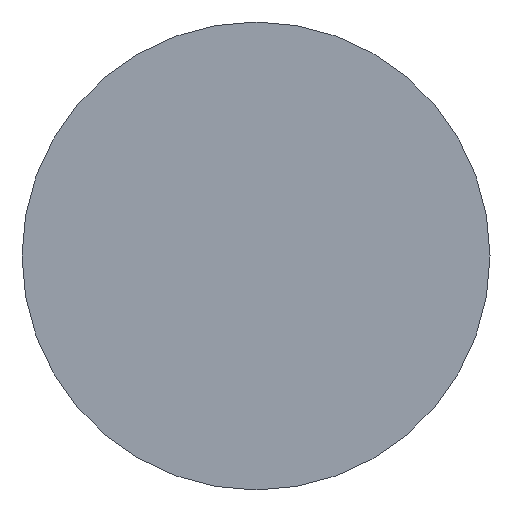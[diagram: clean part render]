
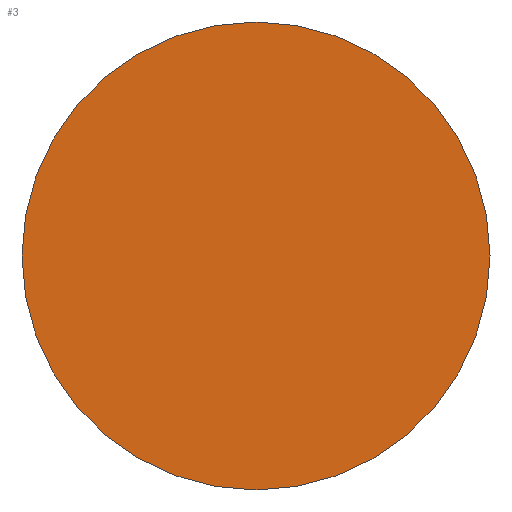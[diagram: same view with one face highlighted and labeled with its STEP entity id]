
A CAD part, left-side view. The second image highlights one B-rep face of the part: STEP entity #3.
In plain terms, the highlighted planar face has unit normal (-1, 0, 0).
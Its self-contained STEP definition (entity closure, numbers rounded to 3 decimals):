
#2 = EDGE_LOOP ( 'NONE', ( #104, #16 ) ) ;
#3 = ADVANCED_FACE ( 'NONE', ( #100 ), #88, .F. ) ;
#11 = AXIS2_PLACEMENT_3D ( 'NONE', #74, #75, #54 ) ;
#16 = ORIENTED_EDGE ( 'NONE', *, *, #125, .F. ) ;
#19 = EDGE_CURVE ( 'NONE', #38, #33, #120, .T. ) ;
#26 = DIRECTION ( 'NONE',  ( 1., 0., 0. ) ) ;
#33 = VERTEX_POINT ( 'NONE', #101 ) ;
#37 = CIRCLE ( 'NONE', #11, 6. ) ;
#38 = VERTEX_POINT ( 'NONE', #118 ) ;
#39 = DIRECTION ( 'NONE',  ( 0., 0., -1. ) ) ;
#54 = DIRECTION ( 'NONE',  ( 0., 0., -1. ) ) ;
#69 = AXIS2_PLACEMENT_3D ( 'NONE', #80, #133, #108 ) ;
#70 = CARTESIAN_POINT ( 'NONE',  ( -310., 0., 0. ) ) ;
#74 = CARTESIAN_POINT ( 'NONE',  ( -310., 0., 0. ) ) ;
#75 = DIRECTION ( 'NONE',  ( 1., 0., 0. ) ) ;
#76 = AXIS2_PLACEMENT_3D ( 'NONE', #70, #26, #39 ) ;
#80 = CARTESIAN_POINT ( 'NONE',  ( -310., 0., 0. ) ) ;
#88 = PLANE ( 'NONE',  #76 ) ;
#100 = FACE_OUTER_BOUND ( 'NONE', #2, .T. ) ;
#101 = CARTESIAN_POINT ( 'NONE',  ( -310., 0., -6. ) ) ;
#104 = ORIENTED_EDGE ( 'NONE', *, *, #19, .F. ) ;
#108 = DIRECTION ( 'NONE',  ( 0., 0., -1. ) ) ;
#118 = CARTESIAN_POINT ( 'NONE',  ( -310., 0., 6. ) ) ;
#120 = CIRCLE ( 'NONE', #69, 6. ) ;
#125 = EDGE_CURVE ( 'NONE', #33, #38, #37, .T. ) ;
#133 = DIRECTION ( 'NONE',  ( 1., 0., 0. ) ) ;
